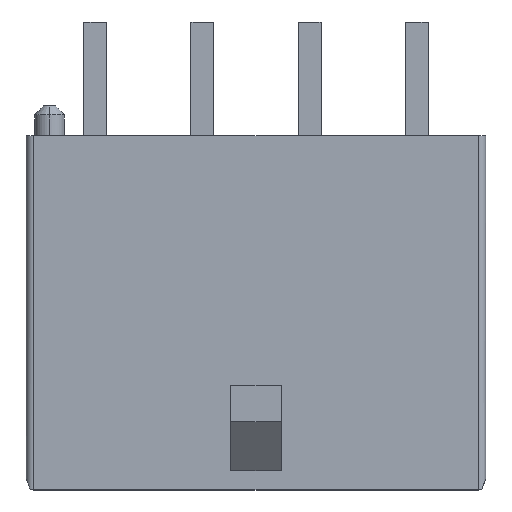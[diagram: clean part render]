
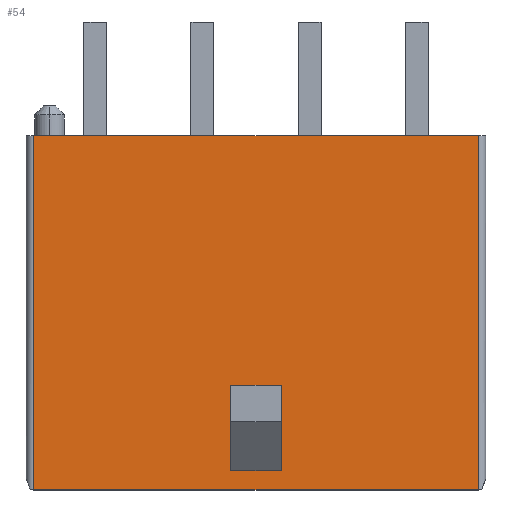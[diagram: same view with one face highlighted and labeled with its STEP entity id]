
A CAD part, top view. The second image highlights one B-rep face of the part: STEP entity #54.
In plain terms, the highlighted planar face has unit normal (0, 0, 1).
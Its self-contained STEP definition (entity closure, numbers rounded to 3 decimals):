
#54=ADVANCED_FACE('',(#146,#147),#148,.F.);
#146=FACE_OUTER_BOUND('',#334,.T.);
#147=FACE_BOUND('',#335,.T.);
#148=PLANE('',#336);
#334=EDGE_LOOP('',(#540,#541,#542,#543));
#335=EDGE_LOOP('',(#544,#545,#546,#547));
#336=AXIS2_PLACEMENT_3D('',#548,#549,#550);
#540=ORIENTED_EDGE('',*,*,#1222,.T.);
#541=ORIENTED_EDGE('',*,*,#1223,.F.);
#542=ORIENTED_EDGE('',*,*,#1224,.F.);
#543=ORIENTED_EDGE('',*,*,#1225,.T.);
#544=ORIENTED_EDGE('',*,*,#1226,.F.);
#545=ORIENTED_EDGE('',*,*,#1227,.T.);
#546=ORIENTED_EDGE('',*,*,#1228,.T.);
#547=ORIENTED_EDGE('',*,*,#1229,.F.);
#548=CARTESIAN_POINT('',(-6.225,9.91,4.18));
#549=DIRECTION('',(0.,0.0,-1.0));
#550=DIRECTION('',(0.0,-1.0,0.0));
#1222=EDGE_CURVE('',#1450,#1451,#1452,.T.);
#1223=EDGE_CURVE('',#1453,#1451,#1454,.T.);
#1224=EDGE_CURVE('',#1455,#1453,#1456,.T.);
#1225=EDGE_CURVE('',#1455,#1450,#1457,.T.);
#1226=EDGE_CURVE('',#1458,#1459,#1460,.T.);
#1227=EDGE_CURVE('',#1458,#1461,#1462,.T.);
#1228=EDGE_CURVE('',#1461,#1463,#1464,.T.);
#1229=EDGE_CURVE('',#1459,#1463,#1465,.T.);
#1450=VERTEX_POINT('',#1818);
#1451=VERTEX_POINT('',#1819);
#1452=LINE('',#1820,#1821);
#1453=VERTEX_POINT('',#1822);
#1454=LINE('',#1823,#1824);
#1455=VERTEX_POINT('',#1825);
#1456=LINE('',#1826,#1827);
#1457=LINE('',#1828,#1829);
#1458=VERTEX_POINT('',#1830);
#1459=VERTEX_POINT('',#1831);
#1460=LINE('',#1832,#1833);
#1461=VERTEX_POINT('',#1834);
#1462=LINE('',#1835,#1836);
#1463=VERTEX_POINT('',#1837);
#1464=LINE('',#1838,#1839);
#1465=LINE('',#1840,#1841);
#1818=CARTESIAN_POINT('',(-6.225,0.0,4.18));
#1819=CARTESIAN_POINT('',(6.225,0.0,4.18));
#1820=CARTESIAN_POINT('',(-6.225,0.0,4.18));
#1821=VECTOR('',#2357,1.0);
#1822=CARTESIAN_POINT('',(6.225,9.91,4.18));
#1823=CARTESIAN_POINT('',(6.225,9.91,4.18));
#1824=VECTOR('',#2358,1.0);
#1825=CARTESIAN_POINT('',(-6.225,9.91,4.18));
#1826=CARTESIAN_POINT('',(-6.225,9.91,4.18));
#1827=VECTOR('',#2359,1.0);
#1828=CARTESIAN_POINT('',(-6.225,9.91,4.18));
#1829=VECTOR('',#2360,1.0);
#1830=CARTESIAN_POINT('',(0.7,0.536,4.18));
#1831=CARTESIAN_POINT('',(0.7,2.92,4.18));
#1832=CARTESIAN_POINT('',(0.7,0.536,4.18));
#1833=VECTOR('',#2361,1.0);
#1834=CARTESIAN_POINT('',(-0.7,0.536,4.18));
#1835=CARTESIAN_POINT('',(0.7,0.536,4.18));
#1836=VECTOR('',#2362,1.0);
#1837=CARTESIAN_POINT('',(-0.7,2.92,4.18));
#1838=CARTESIAN_POINT('',(-0.7,0.536,4.18));
#1839=VECTOR('',#2363,1.0);
#1840=CARTESIAN_POINT('',(0.7,2.92,4.18));
#1841=VECTOR('',#2364,1.0);
#2357=DIRECTION('',(1.0,0.0,0.));
#2358=DIRECTION('',(0.0,-1.0,0.0));
#2359=DIRECTION('',(1.0,0.0,0.));
#2360=DIRECTION('',(0.0,-1.0,0.0));
#2361=DIRECTION('',(0.0,1.0,0.));
#2362=DIRECTION('',(-1.0,0.0,0.0));
#2363=DIRECTION('',(0.0,1.0,0.));
#2364=DIRECTION('',(-1.0,0.0,0.0));
